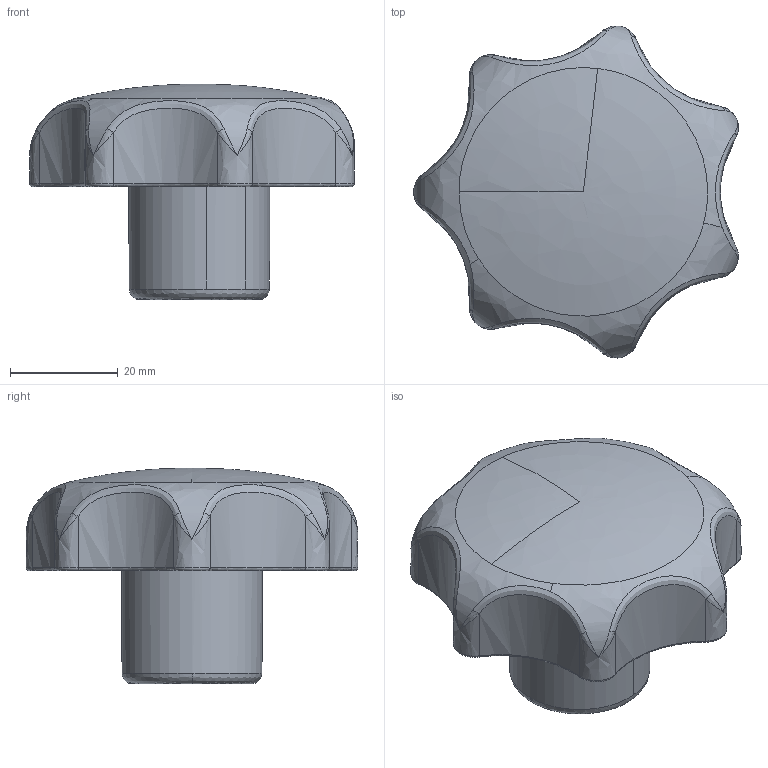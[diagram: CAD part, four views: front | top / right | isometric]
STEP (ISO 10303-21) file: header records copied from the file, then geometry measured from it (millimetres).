
FILE_DESCRIPTION((''),'2;1');
FILE_NAME('','2005-07-15T10:57:12',(''),(''),'','CADfix','');
FILE_SCHEMA(('AUTOMOTIVE_DESIGN'));
Length unit declared in the file: millimetre
Products named in the file (3): screw; knob; KSF_63_M12_8633_36
Assembly tree (2 placements, depth 2):
  KSF_63_M12_8633_36
    screw
    knob
Bounding box: 60.28 x 61.61 x 40 mm (x, y, z)
Volume: 33754.1 mm3; surface area: 15397.8 mm2
Topology: 2 solids, 2 shells, 97 faces, 257 edges, 151 vertices
Faces by surface type: bspline 97
Entity records: 6262 total; most frequent: CARTESIAN_POINT 4923, ORIENTED_EDGE 482, EDGE_CURVE 241, VERTEX_POINT 151, EDGE_LOOP 102, FACE_OUTER_BOUND 97, ADVANCED_FACE 97, B_SPLINE_CURVE_WITH_KNOTS 44
